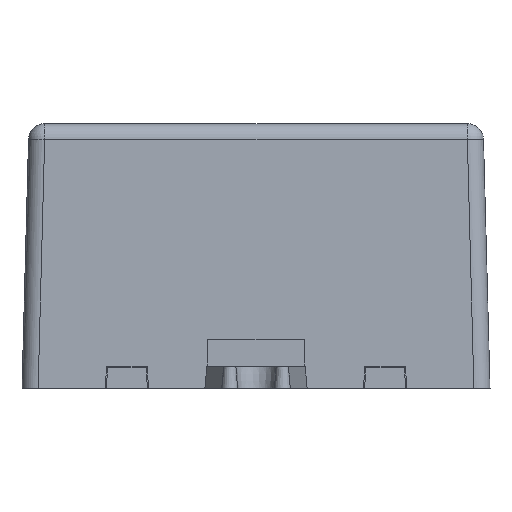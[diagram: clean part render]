
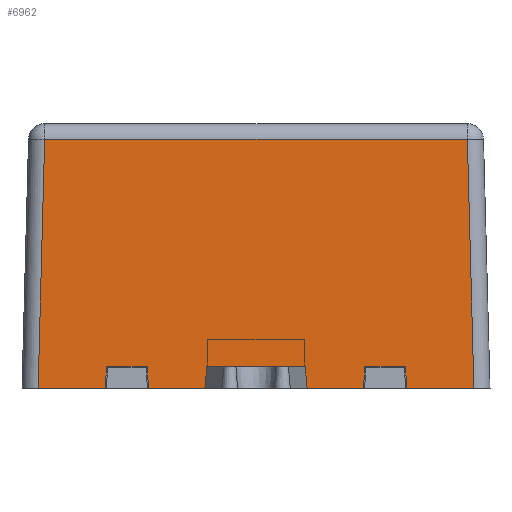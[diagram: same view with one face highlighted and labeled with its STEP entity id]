
A CAD part, left-side view. The second image highlights one B-rep face of the part: STEP entity #6962.
In plain terms, the highlighted face is planar.
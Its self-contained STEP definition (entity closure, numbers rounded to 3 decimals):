
#3827=DIRECTION('',(0.,1.,0.));
#3828=VECTOR('',#3827,3.8);
#3829=CARTESIAN_POINT('',(2520.767,915.71,22.6));
#3830=LINE('',#3829,#3828);
#3843=DIRECTION('',(0.026,0.05,-0.998));
#3844=VECTOR('',#3843,2.003);
#3845=CARTESIAN_POINT('',(2520.715,915.61,24.6));
#3846=LINE('',#3845,#3844);
#4505=DIRECTION('',(0.,1.,0.));
#4506=VECTOR('',#4505,6.251);
#4507=CARTESIAN_POINT('',(2520.715,909.36,24.6));
#4508=LINE('',#4507,#4506);
#4509=DIRECTION('',(-0.026,-0.026,0.999));
#4510=VECTOR('',#4509,23.155);
#4511=CARTESIAN_POINT('',(2521.321,909.966,1.461));
#4512=LINE('',#4511,#4510);
#4513=DIRECTION('',(0.,-1.,0.));
#4514=VECTOR('',#4513,39.289);
#4515=CARTESIAN_POINT('',(2521.321,949.255,1.461));
#4516=LINE('',#4515,#4514);
#4517=DIRECTION('',(0.026,-0.026,-0.999));
#4518=VECTOR('',#4517,23.155);
#4519=CARTESIAN_POINT('',(2520.715,949.861,24.6));
#4520=LINE('',#4519,#4518);
#4521=DIRECTION('',(0.,1.,0.));
#4522=VECTOR('',#4521,6.251);
#4523=CARTESIAN_POINT('',(2520.715,943.61,24.6));
#4524=LINE('',#4523,#4522);
#4525=DIRECTION('',(0.,1.,0.));
#4526=VECTOR('',#4525,5.25);
#4527=CARTESIAN_POINT('',(2520.715,934.36,24.6));
#4528=LINE('',#4527,#4526);
#4529=DIRECTION('',(-0.026,0.084,0.996));
#4530=VECTOR('',#4529,2.008);
#4531=CARTESIAN_POINT('',(2520.767,934.192,22.6));
#4532=LINE('',#4531,#4530);
#4533=DIRECTION('',(0.,1.,0.));
#4534=VECTOR('',#4533,9.164);
#4535=CARTESIAN_POINT('',(2520.767,925.028,22.6));
#4536=LINE('',#4535,#4534);
#4537=DIRECTION('',(0.026,0.084,-0.996));
#4538=VECTOR('',#4537,2.008);
#4539=CARTESIAN_POINT('',(2520.715,924.86,24.6));
#4540=LINE('',#4539,#4538);
#4541=DIRECTION('',(0.,1.,0.));
#4542=VECTOR('',#4541,5.25);
#4543=CARTESIAN_POINT('',(2520.715,919.61,24.6));
#4544=LINE('',#4543,#4542);
#4632=CARTESIAN_POINT('',(2521.321,949.255,1.461));
#4649=CARTESIAN_POINT('',(2521.321,909.966,1.461));
#4701=DIRECTION('',(-0.026,0.05,0.998));
#4702=VECTOR('',#4701,2.003);
#4703=CARTESIAN_POINT('',(2520.767,943.51,22.6));
#4704=LINE('',#4703,#4702);
#4713=DIRECTION('',(0.,1.,0.));
#4714=VECTOR('',#4713,3.8);
#4715=CARTESIAN_POINT('',(2520.767,939.71,22.6));
#4716=LINE('',#4715,#4714);
#4729=DIRECTION('',(0.026,0.05,-0.998));
#4730=VECTOR('',#4729,2.003);
#4731=CARTESIAN_POINT('',(2520.715,939.61,24.6));
#4732=LINE('',#4731,#4730);
#5137=DIRECTION('',(-0.026,0.05,0.998));
#5138=VECTOR('',#5137,2.003);
#5139=CARTESIAN_POINT('',(2520.767,919.51,22.6));
#5140=LINE('',#5139,#5138);
#5991=VERTEX_POINT('',#4632);
#5996=VERTEX_POINT('',#4649);
#6062=CARTESIAN_POINT('',(2520.715,915.61,24.6));
#6064=VERTEX_POINT('',#6062);
#6067=CARTESIAN_POINT('',(2520.767,915.71,22.6));
#6068=VERTEX_POINT('',#6067);
#6071=CARTESIAN_POINT('',(2520.767,919.51,22.6));
#6072=VERTEX_POINT('',#6071);
#6075=CARTESIAN_POINT('',(2520.715,919.61,24.6));
#6076=VERTEX_POINT('',#6075);
#6078=CARTESIAN_POINT('',(2520.715,939.61,24.6));
#6080=VERTEX_POINT('',#6078);
#6083=CARTESIAN_POINT('',(2520.767,939.71,22.6));
#6084=VERTEX_POINT('',#6083);
#6087=CARTESIAN_POINT('',(2520.767,943.51,22.6));
#6088=VERTEX_POINT('',#6087);
#6091=CARTESIAN_POINT('',(2520.715,943.61,24.6));
#6092=VERTEX_POINT('',#6091);
#6093=CARTESIAN_POINT('',(2520.715,909.36,24.6));
#6094=VERTEX_POINT('',#6093);
#6095=CARTESIAN_POINT('',(2520.715,949.861,24.6));
#6096=VERTEX_POINT('',#6095);
#6097=CARTESIAN_POINT('',(2520.715,934.36,24.6));
#6098=VERTEX_POINT('',#6097);
#6099=CARTESIAN_POINT('',(2520.767,934.192,22.6));
#6100=VERTEX_POINT('',#6099);
#6101=CARTESIAN_POINT('',(2520.767,925.028,22.6));
#6102=VERTEX_POINT('',#6101);
#6103=CARTESIAN_POINT('',(2520.715,924.86,24.6));
#6104=VERTEX_POINT('',#6103);
#6927=CARTESIAN_POINT('',(2521.01,929.61,13.333));
#6928=DIRECTION('',(1.,0.,0.026));
#6929=DIRECTION('',(-0.019,0.707,0.707));
#6930=AXIS2_PLACEMENT_3D('',#6927,#6928,#6929);
#6931=PLANE('',#6930);
#6932=ORIENTED_EDGE('',*,*,#6500,.F.);
#6933=ORIENTED_EDGE('',*,*,#6529,.F.);
#6935=ORIENTED_EDGE('',*,*,#6934,.F.);
#6937=ORIENTED_EDGE('',*,*,#6936,.F.);
#6939=ORIENTED_EDGE('',*,*,#6938,.F.);
#6940=ORIENTED_EDGE('',*,*,#6905,.F.);
#6942=ORIENTED_EDGE('',*,*,#6941,.F.);
#6944=ORIENTED_EDGE('',*,*,#6943,.F.);
#6946=ORIENTED_EDGE('',*,*,#6945,.F.);
#6948=ORIENTED_EDGE('',*,*,#6947,.F.);
#6950=ORIENTED_EDGE('',*,*,#6949,.F.);
#6952=ORIENTED_EDGE('',*,*,#6951,.F.);
#6954=ORIENTED_EDGE('',*,*,#6953,.F.);
#6956=ORIENTED_EDGE('',*,*,#6955,.F.);
#6958=ORIENTED_EDGE('',*,*,#6957,.F.);
#6959=ORIENTED_EDGE('',*,*,#6485,.F.);
#6960=EDGE_LOOP('',(#6932,#6933,#6935,#6937,#6939,#6940,#6942,#6944,#6946,#6948,
#6950,#6952,#6954,#6956,#6958,#6959));
#6961=FACE_OUTER_BOUND('',#6960,.F.);
#6962=ADVANCED_FACE('',(#6961),#6931,.F.);
#6485=EDGE_CURVE('',#6068,#6072,#3830,.T.);
#6500=EDGE_CURVE('',#6064,#6068,#3846,.T.);
#6529=EDGE_CURVE('',#6094,#6064,#4508,.T.);
#6905=EDGE_CURVE('',#6092,#6096,#4524,.T.);
#6934=EDGE_CURVE('',#5996,#6094,#4512,.T.);
#6936=EDGE_CURVE('',#5991,#5996,#4516,.T.);
#6938=EDGE_CURVE('',#6096,#5991,#4520,.T.);
#6941=EDGE_CURVE('',#6088,#6092,#4704,.T.);
#6943=EDGE_CURVE('',#6084,#6088,#4716,.T.);
#6945=EDGE_CURVE('',#6080,#6084,#4732,.T.);
#6947=EDGE_CURVE('',#6098,#6080,#4528,.T.);
#6949=EDGE_CURVE('',#6100,#6098,#4532,.T.);
#6951=EDGE_CURVE('',#6102,#6100,#4536,.T.);
#6953=EDGE_CURVE('',#6104,#6102,#4540,.T.);
#6955=EDGE_CURVE('',#6076,#6104,#4544,.T.);
#6957=EDGE_CURVE('',#6072,#6076,#5140,.T.);
